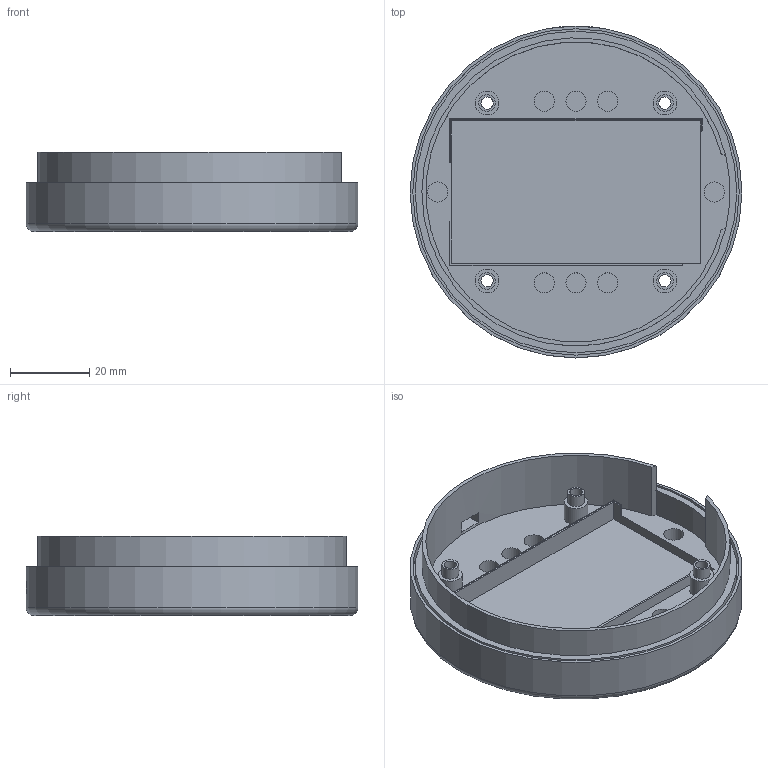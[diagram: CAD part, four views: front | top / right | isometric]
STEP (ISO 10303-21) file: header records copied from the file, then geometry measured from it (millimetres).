
FILE_DESCRIPTION(/* description */ ('STEP AP242','CAx-IF Rec.Pracs.---Representation and Presentation of Product Manufacturing Information (PMI)---4.0---2014-10-13','CAx-IF Rec.Pracs.---3D Tessellated Geometry---0.4---2014-09-14','2;1'),/* implementation_level */ '2;1');
FILE_NAME(/* name */ '66f56a81460800685e63bc56',/* time_stamp */ '2024-09-26T14:06:59Z',/* author */ (''),/* organization */ (''),/* preprocessor_version */ 'ST-DEVELOPER v20',/* originating_system */ ' ',/* authorisation */ ' ');
FILE_SCHEMA (('AP242_MANAGED_MODEL_BASED_3D_ENGINEERING_MIM_LF { 1 0 10303 442 1 1 4 }'));
Length unit declared in the file: metre
Products named in the file (1): Körper-unten
Bounding box: 84 x 84 x 20 mm (x, y, z)
Volume: 29447 mm3; surface area: 23760.8 mm2
Topology: 1 solids, 1 shells, 538 faces, 1415 edges, 938 vertices
Faces by surface type: plane 250, bspline 168, cylinder 117, sphere 2, torus 1
Full cylindrical faces by diameter (mm): 3.1 x4, 4.2 x4, 5.1 x8, 5.6 x4, 6 x4, 81.4 x1, 82.6 x1, 84 x1
Entity records: 16981 total; most frequent: CARTESIAN_POINT 4704, ORIENTED_EDGE 2764, DIRECTION 2021, EDGE_CURVE 1382, VERTEX_POINT 935, LINE 813, VECTOR 813, EDGE_LOOP 637
